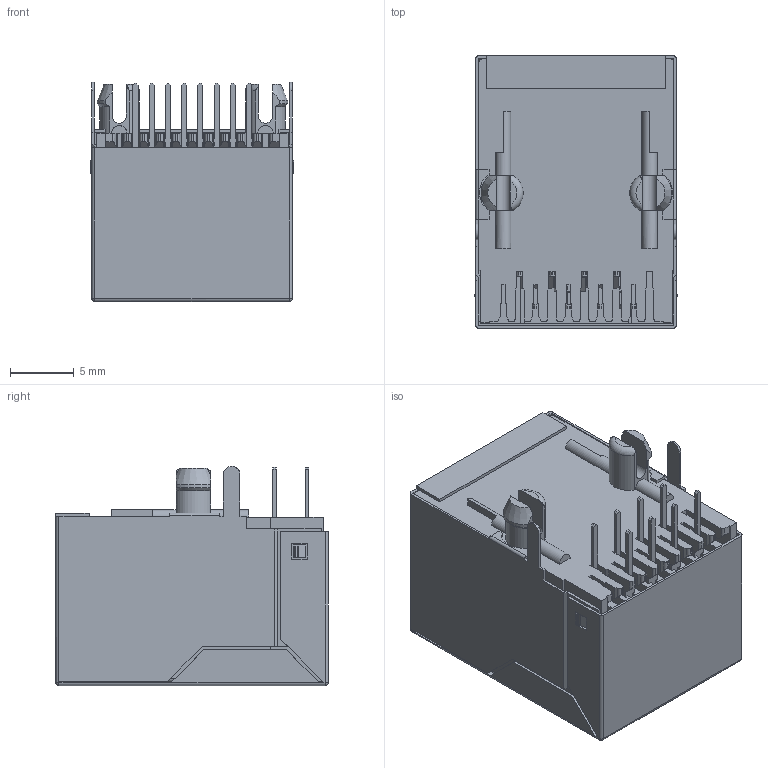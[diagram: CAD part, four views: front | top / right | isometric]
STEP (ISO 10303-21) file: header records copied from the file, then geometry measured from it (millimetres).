
FILE_DESCRIPTION(('CATIA V5 STEP Exchange','CAx-IF Rec.Pracs.--- Model Styling and Organization---1.4--- 2014-01-23'),'2;1');
FILE_NAME ('013276-2_0_1433800000_1433800000.stp','2018-12-18T08:21:18+00:00',('none'),('Weidmueller'),'CATIA Version 5-6 Release 2016 SP3 HF44','CATIA V5 STEP AP214','none');
FILE_SCHEMA(('AUTOMOTIVE_DESIGN { 1 0 10303 214 1 1 1 1 }'));
Length unit declared in the file: millimetre
Products named in the file (1): 1433800000
Bounding box: 15.92 x 21.3 x 17.15 mm (x, y, z)
Volume: 2177.2 mm3; surface area: 6541.6 mm2
Topology: 12 solids, 12 shells, 1251 faces, 3672 edges, 2424 vertices
Faces by surface type: plane 1017, cylinder 220, sphere 6, cone 4, torus 4
Entity records: 42446 total; most frequent: CARTESIAN_POINT 9626, ORIENTED_EDGE 7344, DIRECTION 5936, EDGE_CURVE 3672, VECTOR 3192, LINE 3192, VERTEX_POINT 2424, AXIS2_PLACEMENT_3D 1494
